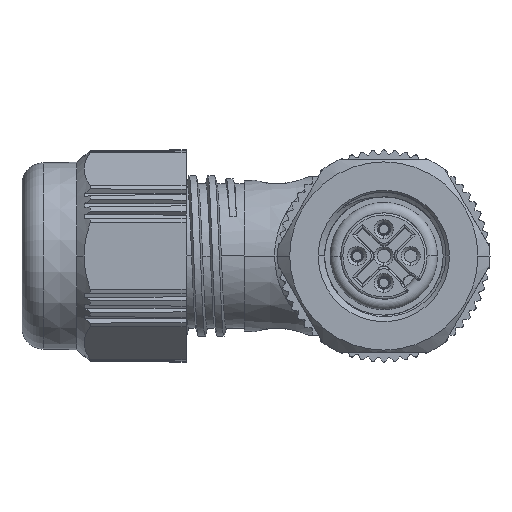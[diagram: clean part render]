
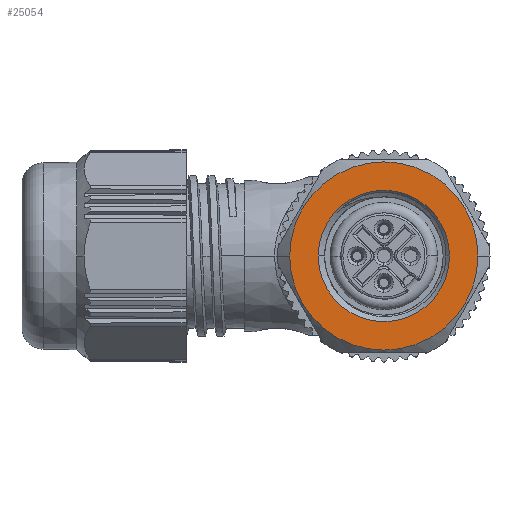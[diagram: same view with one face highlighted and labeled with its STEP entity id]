
A CAD part, front view. The second image highlights one B-rep face of the part: STEP entity #25054.
In plain terms, the highlighted planar face has unit normal (0, -1, 0).
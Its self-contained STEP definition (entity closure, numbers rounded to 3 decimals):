
#2260=CARTESIAN_POINT('',(0.,-8.55,0.));
#2261=DIRECTION('',(0.,1.,0.));
#2262=DIRECTION('',(-1.,0.,0.));
#2263=AXIS2_PLACEMENT_3D('',#2260,#2261,#2262);
#2265=CARTESIAN_POINT('',(0.,-8.55,0.));
#2266=DIRECTION('',(0.,1.,0.));
#2267=DIRECTION('',(1.,0.,0.));
#2268=AXIS2_PLACEMENT_3D('',#2265,#2266,#2267);
#2270=CARTESIAN_POINT('',(0.,-8.55,0.));
#2271=DIRECTION('',(0.,-1.,0.));
#2272=DIRECTION('',(1.,0.,0.));
#2273=AXIS2_PLACEMENT_3D('',#2270,#2271,#2272);
#2275=CARTESIAN_POINT('',(0.,-8.55,0.));
#2276=DIRECTION('',(0.,-1.,0.));
#2277=DIRECTION('',(0.,0.,1.));
#2278=AXIS2_PLACEMENT_3D('',#2275,#2276,#2277);
#2280=CARTESIAN_POINT('',(0.,-8.55,0.));
#2281=DIRECTION('',(0.,-1.,0.));
#2282=DIRECTION('',(-1.,0.,0.));
#2283=AXIS2_PLACEMENT_3D('',#2280,#2281,#2282);
#2285=CARTESIAN_POINT('',(0.,-8.55,0.));
#2286=DIRECTION('',(0.,-1.,0.));
#2287=DIRECTION('',(0.,0.,-1.));
#2288=AXIS2_PLACEMENT_3D('',#2285,#2286,#2287);
#20750=CARTESIAN_POINT('',(-8.779,-8.55,0.));
#20751=CARTESIAN_POINT('',(8.779,-8.55,0.));
#20752=VERTEX_POINT('',#20750);
#20753=VERTEX_POINT('',#20751);
#20756=CARTESIAN_POINT('',(6.125,-8.55,0.));
#20757=CARTESIAN_POINT('',(0.,-8.55,6.125));
#20758=VERTEX_POINT('',#20756);
#20759=VERTEX_POINT('',#20757);
#20760=CARTESIAN_POINT('',(-6.125,-8.55,0.));
#20761=VERTEX_POINT('',#20760);
#20762=CARTESIAN_POINT('',(0.,-8.55,-6.125));
#20763=VERTEX_POINT('',#20762);
#25037=CARTESIAN_POINT('',(0.,-8.55,0.));
#25038=DIRECTION('',(0.,1.,0.));
#25039=DIRECTION('',(1.,0.,0.));
#25040=AXIS2_PLACEMENT_3D('',#25037,#25038,#25039);
#25041=PLANE('',#25040);
#25043=ORIENTED_EDGE('',*,*,#25042,.T.);
#25045=ORIENTED_EDGE('',*,*,#25044,.T.);
#25046=EDGE_LOOP('',(#25043,#25045));
#25047=FACE_OUTER_BOUND('',#25046,.F.);
#25048=ORIENTED_EDGE('',*,*,#25028,.T.);
#25049=ORIENTED_EDGE('',*,*,#25026,.T.);
#25050=ORIENTED_EDGE('',*,*,#25010,.T.);
#25051=ORIENTED_EDGE('',*,*,#25008,.T.);
#25052=EDGE_LOOP('',(#25048,#25049,#25050,#25051));
#25053=FACE_BOUND('',#25052,.F.);
#25054=ADVANCED_FACE('',(#25047,#25053),#25041,.F.);
#2264=CIRCLE('',#2263,8.779);
#2269=CIRCLE('',#2268,8.779);
#2274=CIRCLE('',#2273,6.125);
#2279=CIRCLE('',#2278,6.125);
#2284=CIRCLE('',#2283,6.125);
#2289=CIRCLE('',#2288,6.125);
#25008=EDGE_CURVE('',#20763,#20758,#2289,.T.);
#25010=EDGE_CURVE('',#20761,#20763,#2284,.T.);
#25026=EDGE_CURVE('',#20759,#20761,#2279,.T.);
#25028=EDGE_CURVE('',#20758,#20759,#2274,.T.);
#25042=EDGE_CURVE('',#20752,#20753,#2264,.T.);
#25044=EDGE_CURVE('',#20753,#20752,#2269,.T.);
